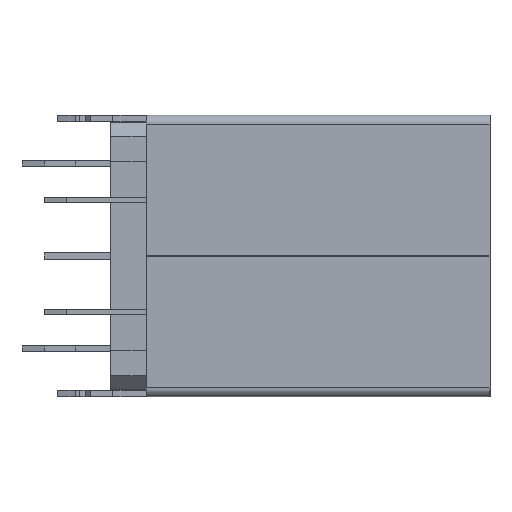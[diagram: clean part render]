
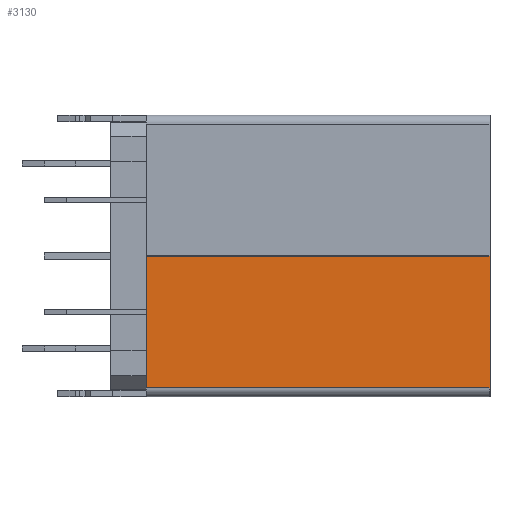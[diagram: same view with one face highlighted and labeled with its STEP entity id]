
A CAD part, front view. The second image highlights one B-rep face of the part: STEP entity #3130.
In plain terms, the highlighted planar face has unit normal (0, -1, 0).
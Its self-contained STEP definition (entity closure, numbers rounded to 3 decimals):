
#101 = DIRECTION ( 'NONE',  ( -1., 0., 0. ) ) ;
#1625 = VECTOR ( 'NONE', #7587, 1000. ) ;
#2036 = FACE_OUTER_BOUND ( 'NONE', #5719, .T. ) ;
#2586 = CARTESIAN_POINT ( 'NONE',  ( -7., -6.825, -5.95 ) ) ;
#2791 = CARTESIAN_POINT ( 'NONE',  ( 8.5, -6.825, -6.35 ) ) ;
#3130 = ADVANCED_FACE ( 'NONE', ( #2036 ), #9737, .F. ) ;
#3489 = AXIS2_PLACEMENT_3D ( 'NONE', #17689, #8240, #9857 ) ;
#3756 = VECTOR ( 'NONE', #101, 1000. ) ;
#5088 = LINE ( 'NONE', #20257, #12358 ) ;
#5547 = CARTESIAN_POINT ( 'NONE',  ( 8.5, -6.825, -5.95 ) ) ;
#5719 = EDGE_LOOP ( 'NONE', ( #12900, #23945, #16378, #23171 ) ) ;
#7525 = EDGE_CURVE ( 'NONE', #10020, #10701, #9912, .T. ) ;
#7587 = DIRECTION ( 'NONE',  ( 0., 0., 1. ) ) ;
#8240 = DIRECTION ( 'NONE',  ( 0., 1., 0. ) ) ;
#9083 = CARTESIAN_POINT ( 'NONE',  ( -7., -6.825, -0.005 ) ) ;
#9737 = PLANE ( 'NONE',  #3489 ) ;
#9857 = DIRECTION ( 'NONE',  ( 0., 0., 1. ) ) ;
#9912 = LINE ( 'NONE', #11409, #3756 ) ;
#10020 = VERTEX_POINT ( 'NONE', #5547 ) ;
#10046 = CARTESIAN_POINT ( 'NONE',  ( 8.5, -6.825, -0.005 ) ) ;
#10701 = VERTEX_POINT ( 'NONE', #2586 ) ;
#11409 = CARTESIAN_POINT ( 'NONE',  ( 8.5, -6.825, -5.95 ) ) ;
#11791 = EDGE_CURVE ( 'NONE', #10701, #13894, #24628, .T. ) ;
#12358 = VECTOR ( 'NONE', #15156, 1000. ) ;
#12900 = ORIENTED_EDGE ( 'NONE', *, *, #20992, .T. ) ;
#13894 = VERTEX_POINT ( 'NONE', #23925 ) ;
#15156 = DIRECTION ( 'NONE',  ( -1., 0., 0. ) ) ;
#15707 = DIRECTION ( 'NONE',  ( 0., 0., -1. ) ) ;
#16378 = ORIENTED_EDGE ( 'NONE', *, *, #7525, .F. ) ;
#17689 = CARTESIAN_POINT ( 'NONE',  ( 8.5, -6.825, -6.35 ) ) ;
#17752 = EDGE_CURVE ( 'NONE', #22256, #10020, #19589, .T. ) ;
#19589 = LINE ( 'NONE', #2791, #23269 ) ;
#20257 = CARTESIAN_POINT ( 'NONE',  ( 8.5, -6.825, -0.005 ) ) ;
#20992 = EDGE_CURVE ( 'NONE', #22256, #13894, #5088, .T. ) ;
#22256 = VERTEX_POINT ( 'NONE', #10046 ) ;
#23171 = ORIENTED_EDGE ( 'NONE', *, *, #17752, .F. ) ;
#23269 = VECTOR ( 'NONE', #15707, 1000. ) ;
#23925 = CARTESIAN_POINT ( 'NONE',  ( -7., -6.825, -0.005 ) ) ;
#23945 = ORIENTED_EDGE ( 'NONE', *, *, #11791, .F. ) ;
#24628 = LINE ( 'NONE', #9083, #1625 ) ;
